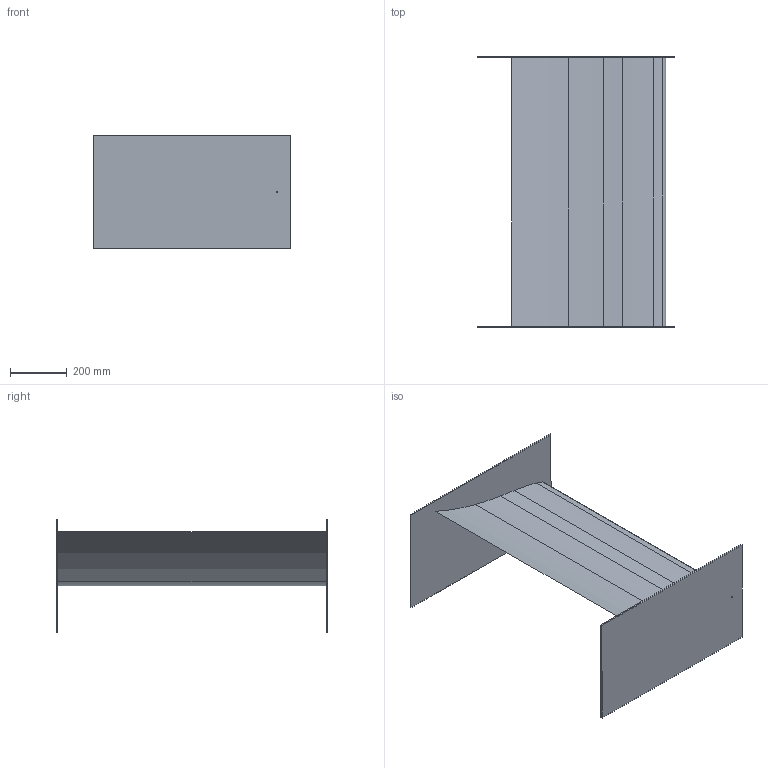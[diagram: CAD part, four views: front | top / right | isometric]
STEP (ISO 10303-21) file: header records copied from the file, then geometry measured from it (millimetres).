
FILE_DESCRIPTION(/* description */ (''),/* implementation_level */ '2;1');
FILE_NAME(/* name */ '14deg.stp',/* time_stamp */ '2018-02-25T08:42:25+09:00',/* author */ ('ku_sk'),/* organization */ (''),/* preprocessor_version */ 'ST-DEVELOPER v17',/* originating_system */ 'Autodesk Inventor 2018',/* authorisation */ '');
FILE_SCHEMA (('AUTOMOTIVE_DESIGN { 1 0 10303 214 3 1 1 }'));
Length unit declared in the file: millimetre
Products named in the file (3): 0deg; frap; endplate
Assembly tree (3 placements, depth 2):
  0deg
    frap
    endplate  x2
Bounding box: 700 x 960 x 400 mm (x, y, z)
Volume: 28945466.9 mm3; surface area: 2317257 mm2
Topology: 3 solids, 3 shells, 27 faces, 63 edges, 42 vertices
Faces by surface type: plane 14, cylinder 13
Full cylindrical faces by diameter (mm): 5 x2
Entity records: 711 total; most frequent: DIRECTION 124, CARTESIAN_POINT 106, ORIENTED_EDGE 96, AXIS2_PLACEMENT_3D 50, EDGE_CURVE 48, VERTEX_POINT 32, LINE 24, VECTOR 24
